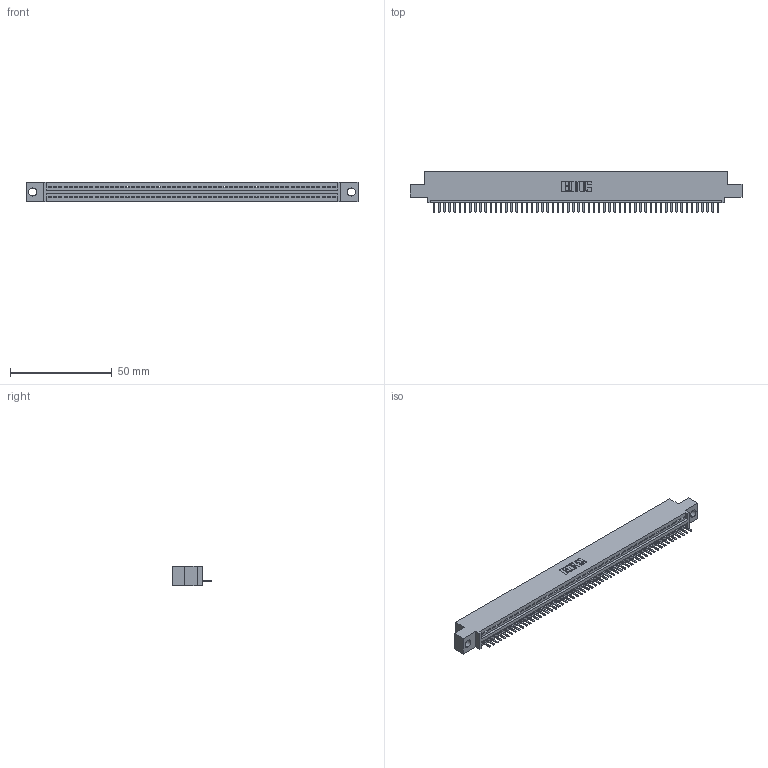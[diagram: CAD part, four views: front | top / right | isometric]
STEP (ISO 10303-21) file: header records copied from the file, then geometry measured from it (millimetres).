
FILE_DESCRIPTION (( 'STEP AP203' ), '1' );
FILE_NAME ('395-056-520-404.STEP', '2018-11-22T01:17:19', ( '' ), ( '' ), 'SwSTEP 2.0', 'SolidWorks 2016', '' );
FILE_SCHEMA (( 'CONFIG_CONTROL_DESIGN' ));
Length unit declared in the file: inch
Products named in the file (3): 395-056-520-404; 345 Part_0.110 Offset - 0.156 Dia-TH; 345-292-001_345-293-120
Assembly tree (57 placements, depth 2):
  395-056-520-404
    345 Part_0.110 Offset - 0.156 Dia-TH
    345-292-001_345-293-120  x56
Bounding box: 163.45 x 19.68 x 9.4 mm (x, y, z)
Volume: 15316.9 mm3; surface area: 19908.7 mm2
Topology: 57 solids, 57 shells, 3602 faces, 10657 edges, 6954 vertices
Faces by surface type: plane 2436, cylinder 1166
Entity records: 40511 total; most frequent: CARTESIAN_POINT 7036, ORIENTED_EDGE 7014, DIRECTION 6111, EDGE_CURVE 3507, VECTOR 3147, LINE 3147, VERTEX_POINT 2334, AXIS2_PLACEMENT_3D 1482
